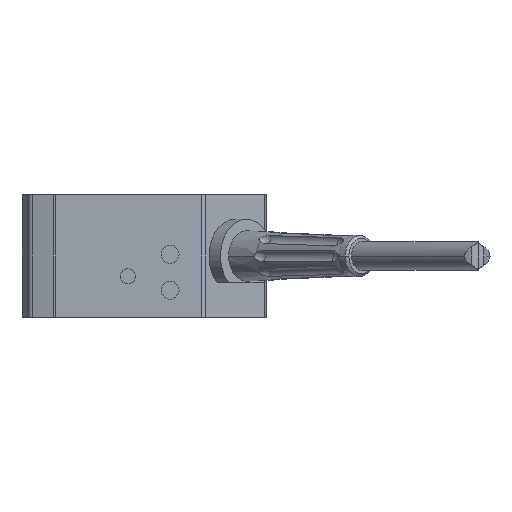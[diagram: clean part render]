
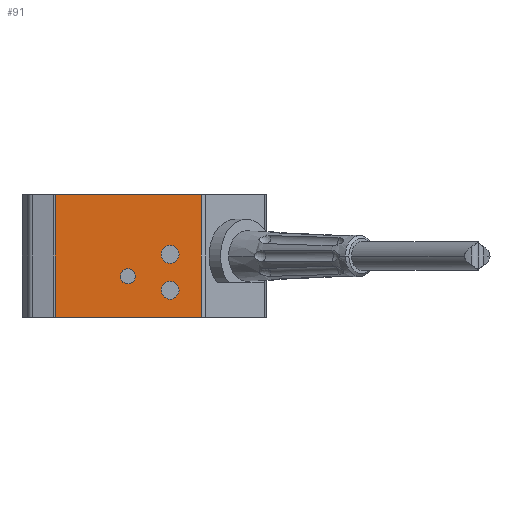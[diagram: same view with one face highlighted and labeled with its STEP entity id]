
A CAD part, left-side view. The second image highlights one B-rep face of the part: STEP entity #91.
In plain terms, the highlighted planar face has unit normal (-1, 0, 0).
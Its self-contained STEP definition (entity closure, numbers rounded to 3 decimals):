
#30 = CARTESIAN_POINT ( 'NONE',  ( 0., 11.8, -4.2 ) ) ;
#73 = EDGE_CURVE ( 'NONE', #4025, #6592, #2464, .T. ) ;
#91 = ADVANCED_FACE ( 'NONE', ( #2906, #6469, #2364, #4525 ), #4020, .F. ) ;
#299 = CARTESIAN_POINT ( 'NONE',  ( 0., 25.895, 7.5 ) ) ;
#367 = VERTEX_POINT ( 'NONE', #3156 ) ;
#499 = VERTEX_POINT ( 'NONE', #675 ) ;
#503 = ORIENTED_EDGE ( 'NONE', *, *, #2431, .T. ) ;
#571 = CIRCLE ( 'NONE', #4572, 1.1 ) ;
#675 = CARTESIAN_POINT ( 'NONE',  ( 0., 17., -1.575 ) ) ;
#682 = EDGE_CURVE ( 'NONE', #4025, #367, #3041, .T. ) ;
#829 = CARTESIAN_POINT ( 'NONE',  ( 0., 25.895, -7.5 ) ) ;
#838 = CIRCLE ( 'NONE', #3652, 1.1 ) ;
#867 = EDGE_CURVE ( 'NONE', #4027, #5600, #4821, .T. ) ;
#922 = CARTESIAN_POINT ( 'NONE',  ( 0., 17., -2.5 ) ) ;
#931 = VECTOR ( 'NONE', #5417, 1000. ) ;
#974 = VERTEX_POINT ( 'NONE', #4657 ) ;
#992 = DIRECTION ( 'NONE',  ( 0., 0., -1. ) ) ;
#1007 = DIRECTION ( 'NONE',  ( 1., 0., 0. ) ) ;
#1185 = CARTESIAN_POINT ( 'NONE',  ( 0., 8.005, -7.5 ) ) ;
#1381 = CARTESIAN_POINT ( 'NONE',  ( 0., 25.895, 7.5 ) ) ;
#1434 = ORIENTED_EDGE ( 'NONE', *, *, #3584, .T. ) ;
#1468 = CARTESIAN_POINT ( 'NONE',  ( 0., 17., -2.5 ) ) ;
#1565 = VECTOR ( 'NONE', #6063, 1000. ) ;
#1582 = CARTESIAN_POINT ( 'NONE',  ( 0., 25.895, 7.5 ) ) ;
#1633 = DIRECTION ( 'NONE',  ( 0., 0., -1. ) ) ;
#1644 = DIRECTION ( 'NONE',  ( 0., 0., -1. ) ) ;
#1775 = CARTESIAN_POINT ( 'NONE',  ( 0., 11.8, -0.9 ) ) ;
#1880 = DIRECTION ( 'NONE',  ( 0., 0., -1. ) ) ;
#1903 = AXIS2_PLACEMENT_3D ( 'NONE', #1381, #5965, #2328 ) ;
#1920 = CARTESIAN_POINT ( 'NONE',  ( 0., 17., -3.425 ) ) ;
#2031 = CARTESIAN_POINT ( 'NONE',  ( 0., 11.8, 0.2 ) ) ;
#2068 = ORIENTED_EDGE ( 'NONE', *, *, #867, .T. ) ;
#2097 = DIRECTION ( 'NONE',  ( 0., 0., -1. ) ) ;
#2328 = DIRECTION ( 'NONE',  ( 0., 0., -1. ) ) ;
#2364 = FACE_BOUND ( 'NONE', #3184, .T. ) ;
#2431 = EDGE_CURVE ( 'NONE', #5593, #974, #571, .T. ) ;
#2464 = LINE ( 'NONE', #299, #1565 ) ;
#2736 = ORIENTED_EDGE ( 'NONE', *, *, #682, .T. ) ;
#2795 = CARTESIAN_POINT ( 'NONE',  ( 0., 25.895, 7.5 ) ) ;
#2906 = FACE_BOUND ( 'NONE', #4391, .T. ) ;
#3041 = LINE ( 'NONE', #1582, #3199 ) ;
#3054 = CIRCLE ( 'NONE', #4585, 0.925 ) ;
#3144 = ORIENTED_EDGE ( 'NONE', *, *, #6477, .T. ) ;
#3151 = ORIENTED_EDGE ( 'NONE', *, *, #3676, .F. ) ;
#3156 = CARTESIAN_POINT ( 'NONE',  ( 0., 25.895, -7.5 ) ) ;
#3174 = ORIENTED_EDGE ( 'NONE', *, *, #6531, .T. ) ;
#3184 = EDGE_LOOP ( 'NONE', ( #2068, #5741 ) ) ;
#3199 = VECTOR ( 'NONE', #3622, 1000. ) ;
#3368 = DIRECTION ( 'NONE',  ( 0., 0., -1. ) ) ;
#3538 = DIRECTION ( 'NONE',  ( 1., 0., 0. ) ) ;
#3539 = CARTESIAN_POINT ( 'NONE',  ( 0., 8.005, 7.5 ) ) ;
#3584 = EDGE_CURVE ( 'NONE', #6582, #499, #3054, .T. ) ;
#3622 = DIRECTION ( 'NONE',  ( 0., 0., -1. ) ) ;
#3652 = AXIS2_PLACEMENT_3D ( 'NONE', #6317, #4547, #4243 ) ;
#3676 = EDGE_CURVE ( 'NONE', #6592, #5263, #3678, .T. ) ;
#3678 = LINE ( 'NONE', #4146, #6622 ) ;
#3884 = CARTESIAN_POINT ( 'NONE',  ( 0., 11.8, -5.3 ) ) ;
#4020 = PLANE ( 'NONE',  #1903 ) ;
#4025 = VERTEX_POINT ( 'NONE', #2795 ) ;
#4027 = VERTEX_POINT ( 'NONE', #3884 ) ;
#4146 = CARTESIAN_POINT ( 'NONE',  ( 0., 8.005, 7.5 ) ) ;
#4243 = DIRECTION ( 'NONE',  ( 0., 0., -1. ) ) ;
#4391 = EDGE_LOOP ( 'NONE', ( #1434, #6204 ) ) ;
#4525 = FACE_OUTER_BOUND ( 'NONE', #6345, .T. ) ;
#4547 = DIRECTION ( 'NONE',  ( 1., 0., 0. ) ) ;
#4572 = AXIS2_PLACEMENT_3D ( 'NONE', #2031, #5673, #2097 ) ;
#4585 = AXIS2_PLACEMENT_3D ( 'NONE', #922, #3538, #1880 ) ;
#4657 = CARTESIAN_POINT ( 'NONE',  ( 0., 11.8, 1.3 ) ) ;
#4821 = CIRCLE ( 'NONE', #5247, 1.1 ) ;
#4985 = LINE ( 'NONE', #829, #931 ) ;
#5154 = AXIS2_PLACEMENT_3D ( 'NONE', #5492, #6427, #3368 ) ;
#5247 = AXIS2_PLACEMENT_3D ( 'NONE', #30, #1007, #1644 ) ;
#5263 = VERTEX_POINT ( 'NONE', #1185 ) ;
#5387 = CARTESIAN_POINT ( 'NONE',  ( 0., 11.8, -3.1 ) ) ;
#5417 = DIRECTION ( 'NONE',  ( 0., -1., 0. ) ) ;
#5468 = CIRCLE ( 'NONE', #5154, 1.1 ) ;
#5482 = CIRCLE ( 'NONE', #6121, 0.925 ) ;
#5492 = CARTESIAN_POINT ( 'NONE',  ( 0., 11.8, 0.2 ) ) ;
#5593 = VERTEX_POINT ( 'NONE', #1775 ) ;
#5600 = VERTEX_POINT ( 'NONE', #5387 ) ;
#5638 = EDGE_LOOP ( 'NONE', ( #503, #3174 ) ) ;
#5654 = DIRECTION ( 'NONE',  ( 1., 0., 0. ) ) ;
#5673 = DIRECTION ( 'NONE',  ( 1., 0., 0. ) ) ;
#5741 = ORIENTED_EDGE ( 'NONE', *, *, #5911, .T. ) ;
#5911 = EDGE_CURVE ( 'NONE', #5600, #4027, #838, .T. ) ;
#5944 = EDGE_CURVE ( 'NONE', #499, #6582, #5482, .T. ) ;
#5965 = DIRECTION ( 'NONE',  ( 1., 0., 0. ) ) ;
#6063 = DIRECTION ( 'NONE',  ( 0., -1., 0. ) ) ;
#6121 = AXIS2_PLACEMENT_3D ( 'NONE', #1468, #5654, #992 ) ;
#6174 = ORIENTED_EDGE ( 'NONE', *, *, #73, .F. ) ;
#6204 = ORIENTED_EDGE ( 'NONE', *, *, #5944, .T. ) ;
#6317 = CARTESIAN_POINT ( 'NONE',  ( 0., 11.8, -4.2 ) ) ;
#6345 = EDGE_LOOP ( 'NONE', ( #3144, #3151, #6174, #2736 ) ) ;
#6427 = DIRECTION ( 'NONE',  ( 1., 0., 0. ) ) ;
#6469 = FACE_BOUND ( 'NONE', #5638, .T. ) ;
#6477 = EDGE_CURVE ( 'NONE', #367, #5263, #4985, .T. ) ;
#6531 = EDGE_CURVE ( 'NONE', #974, #5593, #5468, .T. ) ;
#6582 = VERTEX_POINT ( 'NONE', #1920 ) ;
#6592 = VERTEX_POINT ( 'NONE', #3539 ) ;
#6622 = VECTOR ( 'NONE', #1633, 1000. ) ;
